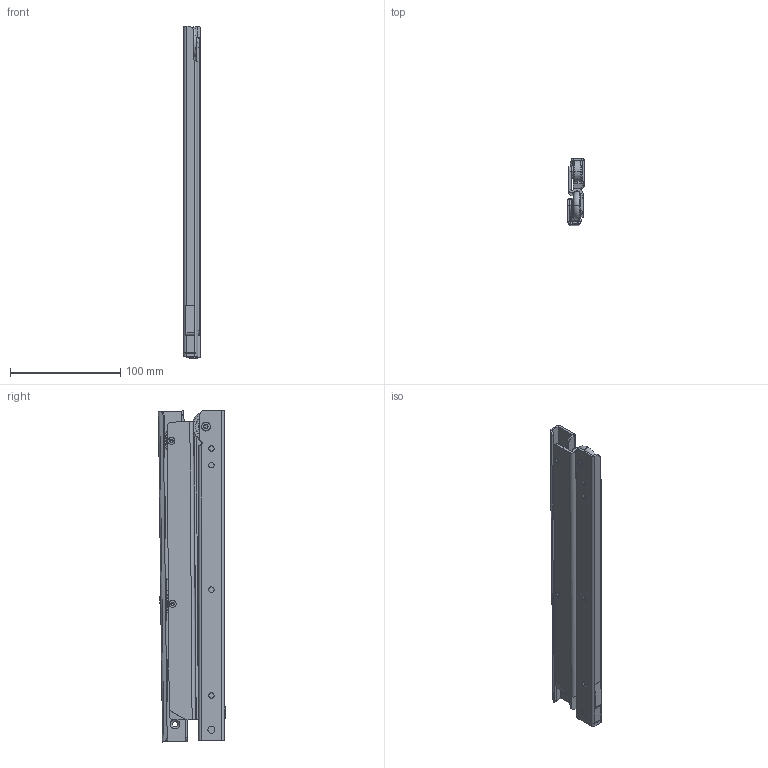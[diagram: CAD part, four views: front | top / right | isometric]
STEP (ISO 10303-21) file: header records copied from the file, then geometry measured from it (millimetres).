
FILE_DESCRIPTION (( 'STEP AP214' ), '1' );
FILE_NAME ('CS# 6010.300-GA.SB00_closed.STEP', '2023-03-09T19:02:37', ( '' ), ( '' ), 'SwSTEP 2.0', 'SolidWorks 2020', '' );
FILE_SCHEMA (( 'AUTOMOTIVE_DESIGN' ));
Length unit declared in the file: millimetre
Products named in the file (21): B02-138_vernietet AS-033; KR-070_vernietet Mat. 2mm; KR-070; CS# 6010.XXX-01.0000_300mm; CS# 6010.XXX-01.0000_NL300 - KR-071; CS# 6010.300-GA.SB00_closed; AS-033_AS-033a (links); GA-009_B02-101 vernietet; B02-101_B02-101 vernietet; AS-033a_B02-138; IV-Scheibe 12-4,5-1,0_ › 10 - ›3,5 - 1,0; CS# 6010.XXX-03.0000_NL300; DIN 9021 A_M  3    - › 9,0 - ›3,2 - 0,8; CS# 6010.XXX-02.0000_NL 300; CS# 6010.XXX-03.0000_300mm; GA-009; KR-071_vernietet; KR-071; CS# 6010.XXX-02.0000_NL 300 - KR-070; bkr071_eingenietet; bkr070_beidseitig vernietet D=4,95
Assembly tree (23 placements, depth 4):
  CS# 6010.300-GA.SB00_closed
    CS# 6010.XXX-01.0000_NL300 - KR-071
      CS# 6010.XXX-01.0000_300mm
      GA-009_B02-101 vernietet
        GA-009
        B02-101_B02-101 vernietet
      KR-071_vernietet
        KR-071
        bkr071_eingenietet
        IV-Scheibe 12-4,5-1,0_ › 10 - ›3,5 - 1,0
    CS# 6010.XXX-02.0000_NL 300 - KR-070
      CS# 6010.XXX-02.0000_NL 300
      KR-070_vernietet Mat. 2mm  x3
        bkr070_beidseitig vernietet D=4,95
        KR-070
        DIN 9021 A_M  3    - › 9,0 - ›3,2 - 0,8
      AS-033a_B02-138
        AS-033_AS-033a (links)
        B02-138_vernietet AS-033
    CS# 6010.XXX-03.0000_NL300
      CS# 6010.XXX-03.0000_300mm
      GA-009_B02-101 vernietet
        GA-009
        B02-101_B02-101 vernietet
Bounding box: 15 x 60.88 x 301.16 mm (x, y, z)
Volume: 97020.8 mm3; surface area: 94724.7 mm2
Topology: 21 solids, 21 shells, 2030 faces, 5058 edges, 3156 vertices
Faces by surface type: plane 806, cylinder 423, bspline 392, torus 235, cone 141, sphere 33
Entity records: 65703 total; most frequent: CARTESIAN_POINT 26708, ORIENTED_EDGE 7186, DIRECTION 6142, EDGE_CURVE 3593, VERTEX_POINT 2278, AXIS2_PLACEMENT_3D 2156, LINE 1830, VECTOR 1830
